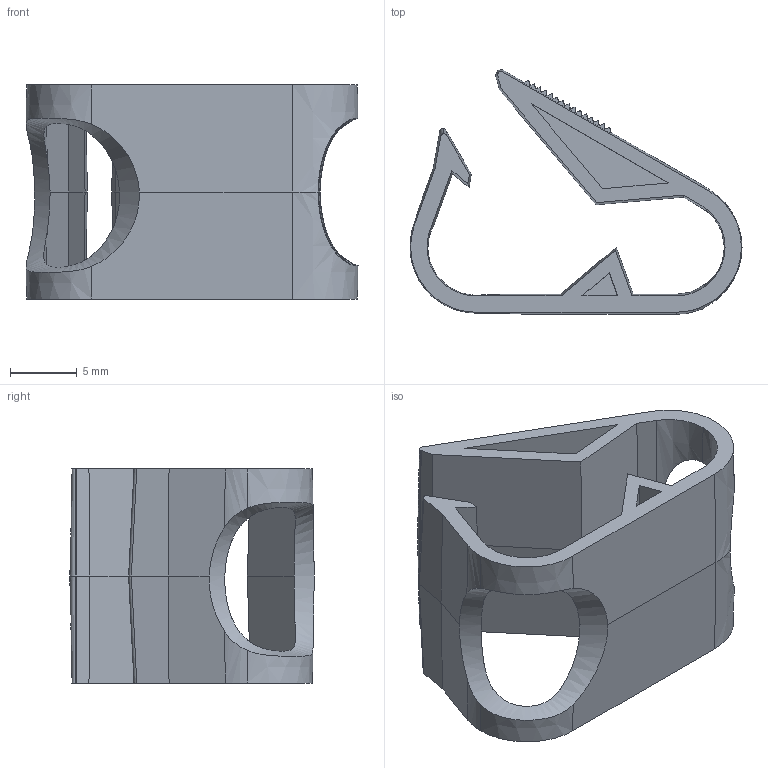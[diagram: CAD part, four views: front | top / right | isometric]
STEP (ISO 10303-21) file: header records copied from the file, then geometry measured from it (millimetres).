
FILE_DESCRIPTION (( 'STEP AP214' ), '1' );
FILE_NAME ('750-0999-131 Rev2.STEP', '2022-10-26T23:50:55', ( '' ), ( '' ), 'SwSTEP 2.0', 'SolidWorks 2021', '' );
FILE_SCHEMA (( 'AUTOMOTIVE_DESIGN' ));
Length unit declared in the file: millimetre
Products named in the file (1): 750-0999-131 Rev2
Bounding box: 24.82 x 18.28 x 16 mm (x, y, z)
Volume: 1396.7 mm3; surface area: 2536.6 mm2
Topology: 1 solids, 1 shells, 138 faces, 352 edges, 217 vertices
Faces by surface type: plane 112, cone 20, cylinder 3, bspline 3
Entity records: 4552 total; most frequent: CARTESIAN_POINT 1262, ORIENTED_EDGE 704, DIRECTION 616, EDGE_CURVE 352, LINE 294, VECTOR 294, VERTEX_POINT 217, AXIS2_PLACEMENT_3D 161
